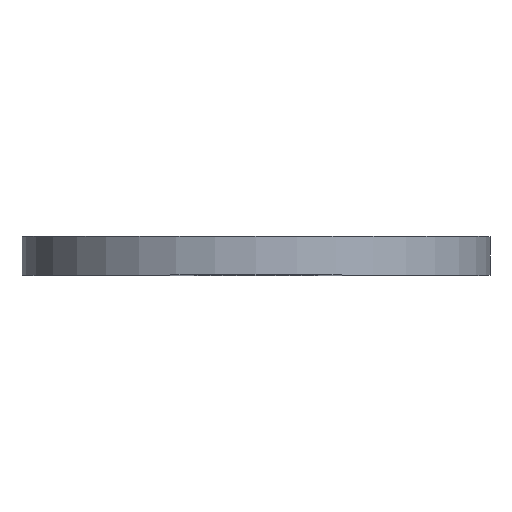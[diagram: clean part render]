
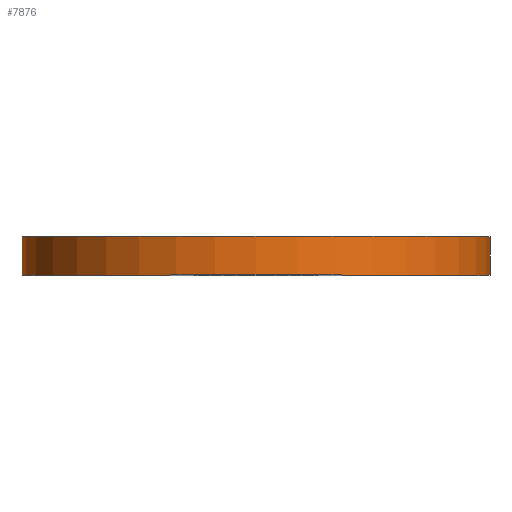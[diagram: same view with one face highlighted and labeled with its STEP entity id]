
A CAD part, top view. The second image highlights one B-rep face of the part: STEP entity #7876.
In plain terms, the highlighted cylindrical face has radius 24.15 mm (diameter 48.3 mm), a full revolution.
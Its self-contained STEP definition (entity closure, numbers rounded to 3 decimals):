
#59 = DIRECTION ( 'NONE',  ( 0., 0., 1. ) ) ;
#3148 = DIRECTION ( 'NONE',  ( 0., 1., 0. ) ) ;
#3182 = CARTESIAN_POINT ( 'NONE',  ( 0., 4., 0. ) ) ;
#3294 = CARTESIAN_POINT ( 'NONE',  ( 0., 0., 0. ) ) ;
#3413 = DIRECTION ( 'NONE',  ( 0., 1., 0. ) ) ;
#3732 = EDGE_CURVE ( 'NONE', #4503, #4503, #7825, .T. ) ;
#4322 = DIRECTION ( 'NONE',  ( 0., 0., -1. ) ) ;
#4503 = VERTEX_POINT ( 'NONE', #7327 ) ;
#5434 = AXIS2_PLACEMENT_3D ( 'NONE', #5551, #3413, #59 ) ;
#5551 = CARTESIAN_POINT ( 'NONE',  ( 0., 4., 0. ) ) ;
#6194 = EDGE_LOOP ( 'NONE', ( #12814 ) ) ;
#7327 = CARTESIAN_POINT ( 'NONE',  ( 0., 0., 24.15 ) ) ;
#7648 = EDGE_CURVE ( 'NONE', #12392, #12392, #11892, .T. ) ;
#7825 = CIRCLE ( 'NONE', #13986, 24.15 ) ;
#7876 = ADVANCED_FACE ( 'NONE', ( #13289, #11735 ), #8110, .T. ) ;
#8110 = CYLINDRICAL_SURFACE ( 'NONE', #11054, 24.15 ) ;
#9408 = EDGE_LOOP ( 'NONE', ( #12990 ) ) ;
#11054 = AXIS2_PLACEMENT_3D ( 'NONE', #3182, #14116, #4322 ) ;
#11735 = FACE_OUTER_BOUND ( 'NONE', #9408, .T. ) ;
#11892 = CIRCLE ( 'NONE', #5434, 24.15 ) ;
#12392 = VERTEX_POINT ( 'NONE', #13981 ) ;
#12814 = ORIENTED_EDGE ( 'NONE', *, *, #7648, .F. ) ;
#12990 = ORIENTED_EDGE ( 'NONE', *, *, #3732, .T. ) ;
#13227 = DIRECTION ( 'NONE',  ( 0., 0., 1. ) ) ;
#13289 = FACE_OUTER_BOUND ( 'NONE', #6194, .T. ) ;
#13981 = CARTESIAN_POINT ( 'NONE',  ( 0., 4., 24.15 ) ) ;
#13986 = AXIS2_PLACEMENT_3D ( 'NONE', #3294, #3148, #13227 ) ;
#14116 = DIRECTION ( 'NONE',  ( 0., -1., 0. ) ) ;
